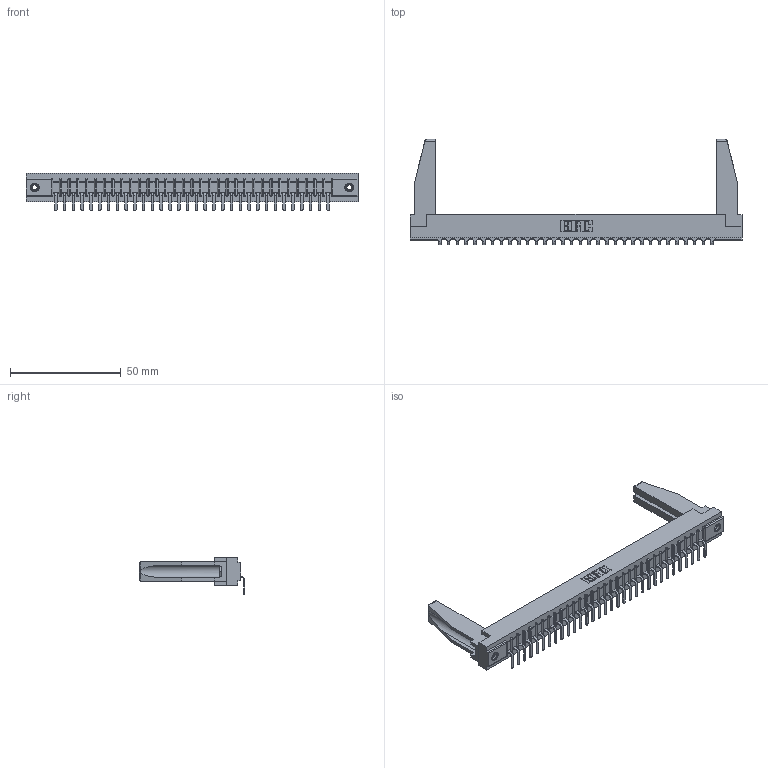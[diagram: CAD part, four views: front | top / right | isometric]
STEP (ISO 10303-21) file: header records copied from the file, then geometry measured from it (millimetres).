
FILE_DESCRIPTION (( 'STEP AP203' ), '1' );
FILE_NAME ('357-032-559-178.STEP', '2022-07-12T20:58:56', ( '' ), ( '' ), 'SwSTEP 2.0', 'SolidWorks 2020', '' );
FILE_SCHEMA (( 'CONFIG_CONTROL_DESIGN' ));
Length unit declared in the file: inch
Products named in the file (5): 307-220-078; 357-032-559-178; 307 Part_.156 Dia Mounting Holes; 345-250-001_345-250-001-102; 307-290-001_558 559 - 1 (Single)
Assembly tree (37 placements, depth 2):
  357-032-559-178
    307 Part_.156 Dia Mounting Holes
    307-290-001_558 559 - 1 (Single)  x32
    307-220-078  x2
    345-250-001_345-250-001-102  x2
Bounding box: 149.81 x 47.41 x 16.8 mm (x, y, z)
Volume: 19505.8 mm3; surface area: 20222.4 mm2
Topology: 37 solids, 37 shells, 2201 faces, 6221 edges, 4006 vertices
Faces by surface type: plane 1402, cylinder 717, sphere 66, cone 12, torus 4
Entity records: 31209 total; most frequent: CARTESIAN_POINT 5254, ORIENTED_EDGE 5196, DIRECTION 5072, EDGE_CURVE 2598, VECTOR 1992, LINE 1992, VERTEX_POINT 1680, AXIS2_PLACEMENT_3D 1540
